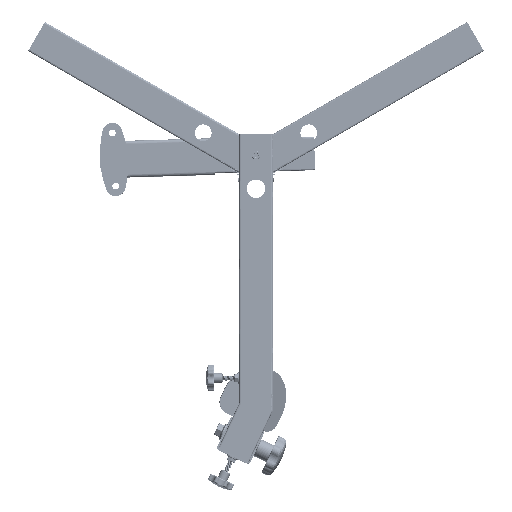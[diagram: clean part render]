
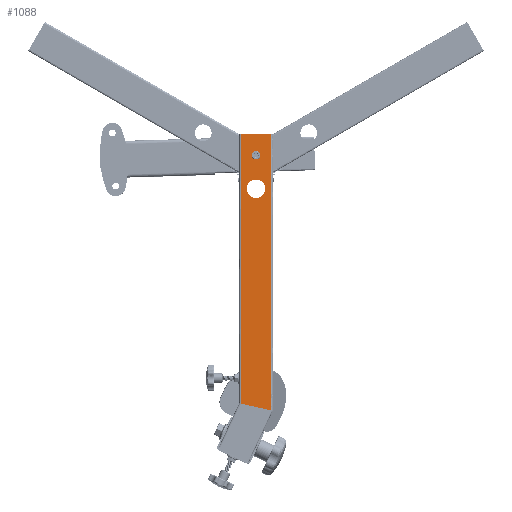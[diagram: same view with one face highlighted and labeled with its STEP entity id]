
A CAD part, front view. The second image highlights one B-rep face of the part: STEP entity #1088.
In plain terms, the highlighted free-form (B-spline) face has degree [1, 1] with [2, 2] control points.
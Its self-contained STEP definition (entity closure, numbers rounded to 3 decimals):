
#22 = VERTEX_POINT('',#23);
#23 = CARTESIAN_POINT('',(0.,0.,
    -32.954));
#41 = EDGE_CURVE('',#22,#22,#42,.T.);
#42 = ( BOUNDED_CURVE() B_SPLINE_CURVE(2,(#43,#44,#45,#46,#47,#48,#49),
.UNSPECIFIED.,.T.,.F.) B_SPLINE_CURVE_WITH_KNOTS((3,2,2,3),(
    3.142,5.236,7.33,9.425),
.PIECEWISE_BEZIER_KNOTS.) CURVE() GEOMETRIC_REPRESENTATION_ITEM() 
RATIONAL_B_SPLINE_CURVE((1.,0.5,1.,0.5,1.,0.5,1.)) REPRESENTATION_ITEM(
  '') );
#43 = CARTESIAN_POINT('',(0.,0.,
    -32.954));
#44 = CARTESIAN_POINT('',(6.391,0.,
    -32.954));
#45 = CARTESIAN_POINT('',(3.196,0.,
    -38.489));
#46 = CARTESIAN_POINT('',(0.,0.,
    -44.024));
#47 = CARTESIAN_POINT('',(-3.196,0.,
    -38.489));
#48 = CARTESIAN_POINT('',(-6.391,0.,
    -32.954));
#49 = CARTESIAN_POINT('',(0.,0.,
    -32.954));
#284 = VERTEX_POINT('',#285);
#285 = CARTESIAN_POINT('',(0.,0.,
    -111.398));
#290 = EDGE_CURVE('',#284,#284,#291,.T.);
#291 = ( BOUNDED_CURVE() B_SPLINE_CURVE(2,(#292,#293,#294,#295,#296,#297
,#298),.UNSPECIFIED.,.T.,.F.) B_SPLINE_CURVE_WITH_KNOTS((3,2,2,3),(
    3.142,5.236,7.33,9.425),
.PIECEWISE_BEZIER_KNOTS.) CURVE() GEOMETRIC_REPRESENTATION_ITEM() 
RATIONAL_B_SPLINE_CURVE((1.,0.5,1.,0.5,1.,0.5,1.)) REPRESENTATION_ITEM(
  '') );
#292 = CARTESIAN_POINT('',(0.,0.,
    -111.398));
#293 = CARTESIAN_POINT('',(-27.927,0.,
    -111.398));
#294 = CARTESIAN_POINT('',(-13.963,0.,
    -87.213));
#295 = CARTESIAN_POINT('',(0.,0.,
    -63.028));
#296 = CARTESIAN_POINT('',(13.963,0.,
    -87.213));
#297 = CARTESIAN_POINT('',(27.927,0.,
    -111.398));
#298 = CARTESIAN_POINT('',(0.,0.,
    -111.398));
#663 = VERTEX_POINT('',#664);
#664 = CARTESIAN_POINT('',(-26.384,0.,
    0.));
#670 = EDGE_CURVE('',#663,#671,#673,.T.);
#671 = VERTEX_POINT('',#672);
#672 = CARTESIAN_POINT('',(26.384,0.,
    0.));
#673 = B_SPLINE_CURVE_WITH_KNOTS('',1,(#674,#675),.UNSPECIFIED.,.F.,.F.,
  (2,2),(-17.,19.),.PIECEWISE_BEZIER_KNOTS.);
#674 = CARTESIAN_POINT('',(-26.384,0.,
    0.));
#675 = CARTESIAN_POINT('',(26.384,0.,0.));
#958 = EDGE_CURVE('',#671,#959,#961,.T.);
#959 = VERTEX_POINT('',#960);
#960 = CARTESIAN_POINT('',(26.384,0.,
    -483.277));
#961 = B_SPLINE_CURVE_WITH_KNOTS('',1,(#962,#963),.UNSPECIFIED.,.F.,.F.,
  (2,2),(-98.845,230.864),.PIECEWISE_BEZIER_KNOTS.);
#962 = CARTESIAN_POINT('',(26.384,0.,
    0.));
#963 = CARTESIAN_POINT('',(26.384,0.,
    -483.277));
#1019 = VERTEX_POINT('',#1020);
#1020 = CARTESIAN_POINT('',(-26.384,0.,
    -471.579));
#1026 = EDGE_CURVE('',#663,#1019,#1027,.T.);
#1027 = B_SPLINE_CURVE_WITH_KNOTS('',1,(#1028,#1029),.UNSPECIFIED.,.F.,
  .F.,(2,2),(-98.845,222.883),.PIECEWISE_BEZIER_KNOTS.);
#1028 = CARTESIAN_POINT('',(-26.384,0.,
    0.));
#1029 = CARTESIAN_POINT('',(-26.384,0.,
    -471.579));
#1088 = ADVANCED_FACE('',(#1089,#1099,#1102),#1105,.F.);
#1089 = FACE_BOUND('',#1090,.T.);
#1090 = EDGE_LOOP('',(#1091,#1092,#1097,#1098));
#1091 = ORIENTED_EDGE('',*,*,#1026,.T.);
#1092 = ORIENTED_EDGE('',*,*,#1093,.T.);
#1093 = EDGE_CURVE('',#1019,#959,#1094,.T.);
#1094 = B_SPLINE_CURVE_WITH_KNOTS('',1,(#1095,#1096),.UNSPECIFIED.,.F.,
  .F.,(2,2),(0.,36.874),.PIECEWISE_BEZIER_KNOTS.);
#1095 = CARTESIAN_POINT('',(-26.384,0.,
    -471.579));
#1096 = CARTESIAN_POINT('',(26.384,0.,
    -483.277));
#1097 = ORIENTED_EDGE('',*,*,#958,.F.);
#1098 = ORIENTED_EDGE('',*,*,#670,.F.);
#1099 = FACE_BOUND('',#1100,.T.);
#1100 = EDGE_LOOP('',(#1101));
#1101 = ORIENTED_EDGE('',*,*,#41,.T.);
#1102 = FACE_BOUND('',#1103,.T.);
#1103 = EDGE_LOOP('',(#1104));
#1104 = ORIENTED_EDGE('',*,*,#290,.T.);
#1105 = B_SPLINE_SURFACE_WITH_KNOTS('',1,1,(
    (#1106,#1107)
    ,(#1108,#1109
    )),.UNSPECIFIED.,.F.,.F.,.F.,(2,2),(2,2),(-243.657,
    86.053),(-36.,0.),
  .PIECEWISE_BEZIER_KNOTS.);
#1106 = CARTESIAN_POINT('',(-26.384,0.,
    -483.277));
#1107 = CARTESIAN_POINT('',(26.384,0.,
    -483.277));
#1108 = CARTESIAN_POINT('',(-26.384,0.,
    0.));
#1109 = CARTESIAN_POINT('',(26.384,0.,
    0.));
